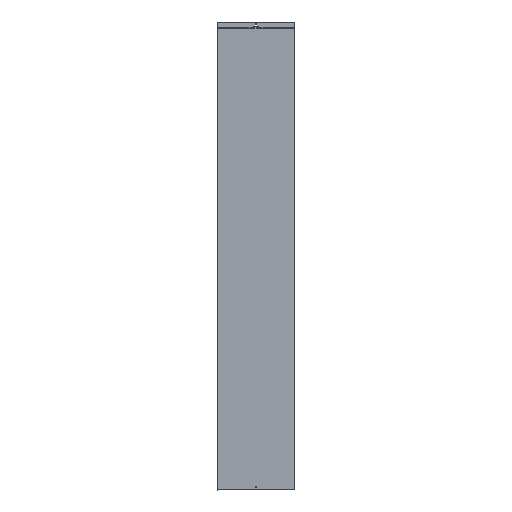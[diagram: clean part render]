
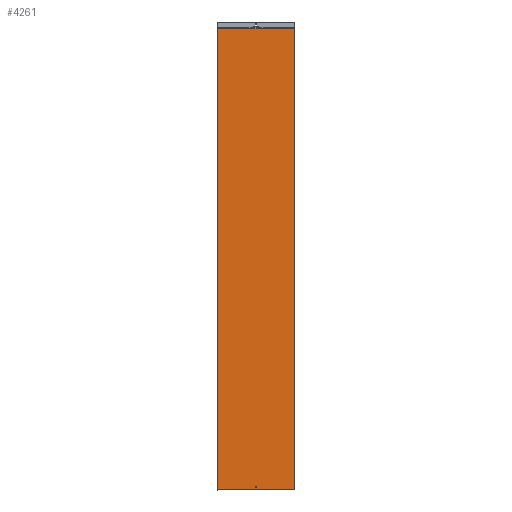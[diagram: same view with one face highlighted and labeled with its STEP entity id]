
A CAD part, front view. The second image highlights one B-rep face of the part: STEP entity #4261.
In plain terms, the highlighted planar face has unit normal (0, -1, 0).
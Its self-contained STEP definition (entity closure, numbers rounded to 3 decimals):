
#163=FACE_BOUND('',#672,.T.);
#184=CIRCLE('',#4520,3.25);
#435=FACE_OUTER_BOUND('',#671,.T.);
#671=EDGE_LOOP('',(#2689,#2690,#2691,#2692,#2693,#2694,#2695,#2696,#2697,
#2698));
#672=EDGE_LOOP('',(#2699));
#927=LINE('',#6257,#1294);
#932=LINE('',#6272,#1299);
#933=LINE('',#6274,#1300);
#934=LINE('',#6276,#1301);
#935=LINE('',#6278,#1302);
#936=LINE('',#6280,#1303);
#937=LINE('',#6282,#1304);
#938=LINE('',#6284,#1305);
#939=LINE('',#6286,#1306);
#940=LINE('',#6287,#1307);
#1294=VECTOR('',#4978,10.);
#1299=VECTOR('',#4989,10.);
#1300=VECTOR('',#4990,10.);
#1301=VECTOR('',#4991,10.);
#1302=VECTOR('',#4992,10.);
#1303=VECTOR('',#4993,10.);
#1304=VECTOR('',#4994,10.);
#1305=VECTOR('',#4995,10.);
#1306=VECTOR('',#4996,10.);
#1307=VECTOR('',#4997,10.);
#1657=VERTEX_POINT('',#6247);
#1661=VERTEX_POINT('',#6255);
#1668=VERTEX_POINT('',#6271);
#1669=VERTEX_POINT('',#6273);
#1670=VERTEX_POINT('',#6275);
#1671=VERTEX_POINT('',#6277);
#1672=VERTEX_POINT('',#6279);
#1673=VERTEX_POINT('',#6281);
#1674=VERTEX_POINT('',#6283);
#1675=VERTEX_POINT('',#6285);
#1676=VERTEX_POINT('',#6288);
#2055=EDGE_CURVE('',#1657,#1661,#927,.T.);
#2062=EDGE_CURVE('',#1661,#1668,#932,.T.);
#2063=EDGE_CURVE('',#1668,#1669,#933,.T.);
#2064=EDGE_CURVE('',#1669,#1670,#934,.T.);
#2065=EDGE_CURVE('',#1670,#1671,#935,.T.);
#2066=EDGE_CURVE('',#1671,#1672,#936,.T.);
#2067=EDGE_CURVE('',#1673,#1672,#937,.T.);
#2068=EDGE_CURVE('',#1674,#1673,#938,.T.);
#2069=EDGE_CURVE('',#1674,#1675,#939,.T.);
#2070=EDGE_CURVE('',#1675,#1657,#940,.T.);
#2071=EDGE_CURVE('',#1676,#1676,#184,.T.);
#2689=ORIENTED_EDGE('',*,*,#2055,.T.);
#2690=ORIENTED_EDGE('',*,*,#2062,.T.);
#2691=ORIENTED_EDGE('',*,*,#2063,.T.);
#2692=ORIENTED_EDGE('',*,*,#2064,.T.);
#2693=ORIENTED_EDGE('',*,*,#2065,.T.);
#2694=ORIENTED_EDGE('',*,*,#2066,.T.);
#2695=ORIENTED_EDGE('',*,*,#2067,.F.);
#2696=ORIENTED_EDGE('',*,*,#2068,.F.);
#2697=ORIENTED_EDGE('',*,*,#2069,.T.);
#2698=ORIENTED_EDGE('',*,*,#2070,.T.);
#2699=ORIENTED_EDGE('',*,*,#2071,.T.);
#3932=PLANE('',#4519);
#4261=ADVANCED_FACE('',(#435,#163),#3932,.F.);
#4519=AXIS2_PLACEMENT_3D('',#6270,#4987,#4988);
#4520=AXIS2_PLACEMENT_3D('',#6289,#4998,#4999);
#4978=DIRECTION('',(0.,0.,1.));
#4987=DIRECTION('center_axis',(0.,1.,0.));
#4988=DIRECTION('ref_axis',(0.,0.,1.));
#4989=DIRECTION('',(-1.,0.,0.));
#4990=DIRECTION('',(0.,0.,1.));
#4991=DIRECTION('',(-1.,0.,0.));
#4992=DIRECTION('',(0.,0.,-1.));
#4993=DIRECTION('',(-1.,0.,0.));
#4994=DIRECTION('',(0.,0.,1.));
#4995=DIRECTION('',(-1.,0.,0.));
#4996=DIRECTION('',(1.,0.,0.));
#4997=DIRECTION('',(1.,0.,0.));
#4998=DIRECTION('center_axis',(0.,1.,0.));
#4999=DIRECTION('ref_axis',(-1.,0.,0.));
#6247=CARTESIAN_POINT('',(-91.524,0.,-3000.));
#6255=CARTESIAN_POINT('',(-91.524,0.,-42.5));
#6257=CARTESIAN_POINT('',(-91.524,0.,-1500.));
#6270=CARTESIAN_POINT('Origin',(-341.5,0.,-1500.));
#6271=CARTESIAN_POINT('',(-95.5,0.,-42.5));
#6272=CARTESIAN_POINT('',(-216.512,0.,-42.5));
#6273=CARTESIAN_POINT('',(-95.5,0.,-41.5));
#6274=CARTESIAN_POINT('',(-95.5,0.,-760.625));
#6275=CARTESIAN_POINT('',(-587.5,0.,-41.5));
#6276=CARTESIAN_POINT('',(-218.5,0.,-41.5));
#6277=CARTESIAN_POINT('',(-587.5,0.,-42.5));
#6278=CARTESIAN_POINT('',(-587.5,0.,-760.625));
#6279=CARTESIAN_POINT('',(-591.476,0.,-42.5));
#6280=CARTESIAN_POINT('',(-466.488,0.,-42.5));
#6281=CARTESIAN_POINT('',(-591.476,0.,-3000.));
#6282=CARTESIAN_POINT('',(-591.476,0.,-1500.));
#6283=CARTESIAN_POINT('',(-588.976,0.,-3000.));
#6284=CARTESIAN_POINT('',(-217.762,0.,-3000.));
#6285=CARTESIAN_POINT('',(-94.024,0.,-3000.));
#6286=CARTESIAN_POINT('',(-683.,0.,-3000.));
#6287=CARTESIAN_POINT('',(-217.762,0.,-3000.));
#6288=CARTESIAN_POINT('',(-338.25,0.,-2980.));
#6289=CARTESIAN_POINT('Origin',(-341.5,0.,-2980.));
